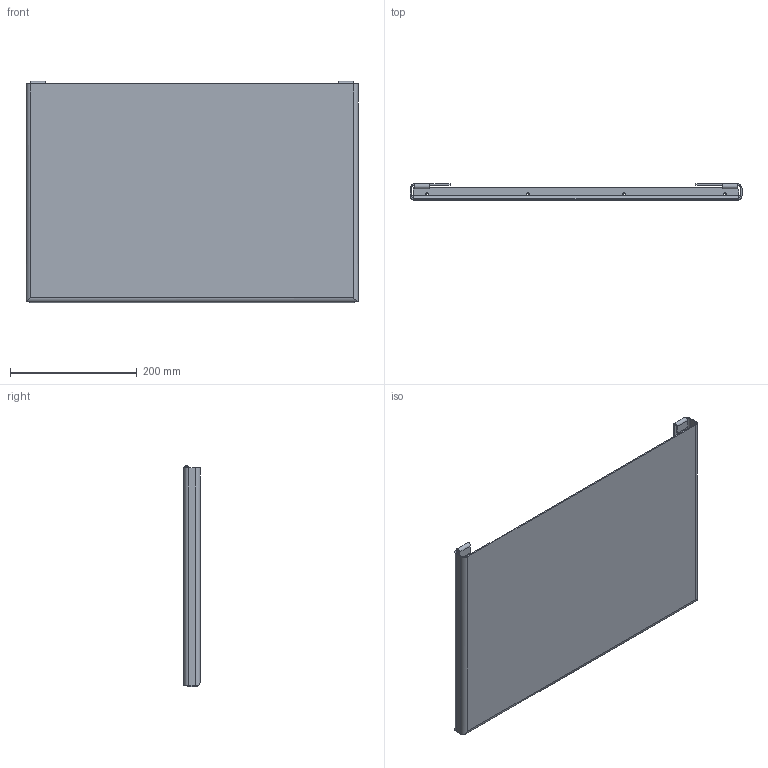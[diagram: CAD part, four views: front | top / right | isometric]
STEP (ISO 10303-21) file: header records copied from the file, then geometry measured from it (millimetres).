
FILE_DESCRIPTION((''),'2;1');
FILE_NAME('Plaque_Coulissante.stp','2009-02-12T21:35:39',('Alex_Cyril'),(''),'Autodesk Inventor 11','Autodesk Inventor 11','');
FILE_SCHEMA(('AUTOMOTIVE_DESIGN { 1 0 10303 214 1 1 1 1 }'));
Length unit declared in the file: millimetre
Products named in the file (1): Plaque_Coulissante
Bounding box: 524 x 25.8 x 349 mm (x, y, z)
Volume: 453048.7 mm3; surface area: 457546.6 mm2
Topology: 1 solids, 1 shells, 55 faces, 151 edges, 98 vertices
Faces by surface type: plane 33, cylinder 12, bspline 10
Entity records: 1798 total; most frequent: CARTESIAN_POINT 407, ORIENTED_EDGE 286, DIRECTION 271, EDGE_CURVE 143, VECTOR 107, LINE 107, VERTEX_POINT 94, AXIS2_PLACEMENT_3D 82
